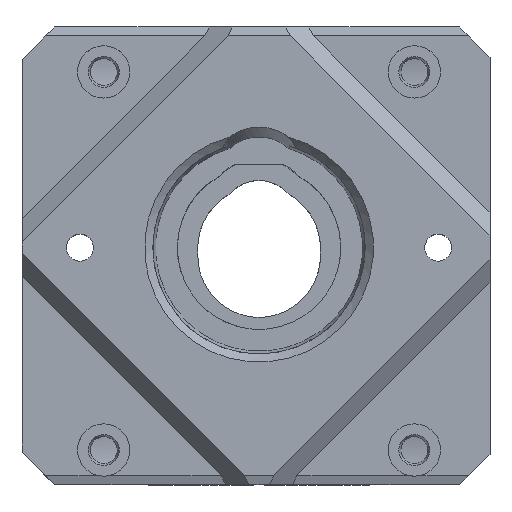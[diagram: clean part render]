
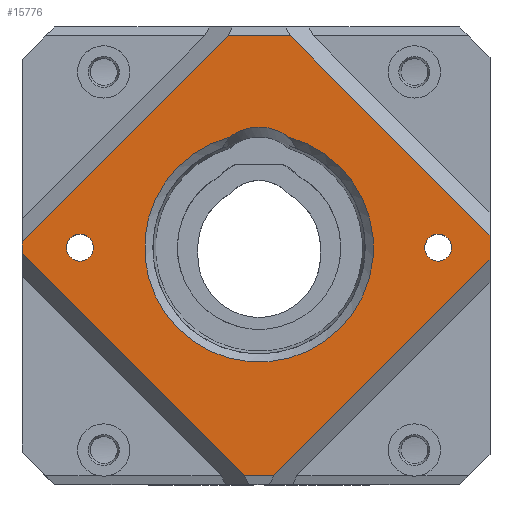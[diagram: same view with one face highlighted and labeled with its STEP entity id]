
A CAD part, top view. The second image highlights one B-rep face of the part: STEP entity #15776.
In plain terms, the highlighted planar face has unit normal (0, 0, 1).
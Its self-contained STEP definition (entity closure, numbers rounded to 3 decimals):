
#156=FACE_BOUND('',#1934,.T.);
#157=FACE_BOUND('',#1935,.T.);
#158=FACE_BOUND('',#1936,.T.);
#1009=FACE_OUTER_BOUND('',#1933,.T.);
#1933=EDGE_LOOP('',(#10681,#10682,#10683,#10684,#10685,#10686,#10687,#10688));
#1934=EDGE_LOOP('',(#10689));
#1935=EDGE_LOOP('',(#10690));
#1936=EDGE_LOOP('',(#10691,#10692));
#2978=LINE('',#22330,#4862);
#2991=LINE('',#22361,#4875);
#2992=LINE('',#22363,#4876);
#2993=LINE('',#22365,#4877);
#2994=LINE('',#22367,#4878);
#2995=LINE('',#22369,#4879);
#2996=LINE('',#22371,#4880);
#2997=LINE('',#22372,#4881);
#4862=VECTOR('',#18078,10.);
#4875=VECTOR('',#18103,10.);
#4876=VECTOR('',#18104,10.);
#4877=VECTOR('',#18105,10.);
#4878=VECTOR('',#18106,10.);
#4879=VECTOR('',#18107,10.);
#4880=VECTOR('',#18108,10.);
#4881=VECTOR('',#18109,10.);
#6684=CIRCLE('',#16819,1.65);
#6685=CIRCLE('',#16820,1.65);
#6686=CIRCLE('',#16821,5.964);
#6687=CIRCLE('',#16822,14.);
#6963=VERTEX_POINT('',#22328);
#6964=VERTEX_POINT('',#22329);
#6976=VERTEX_POINT('',#22360);
#6977=VERTEX_POINT('',#22362);
#6978=VERTEX_POINT('',#22364);
#6979=VERTEX_POINT('',#22366);
#6980=VERTEX_POINT('',#22368);
#6981=VERTEX_POINT('',#22370);
#6982=VERTEX_POINT('',#22373);
#6983=VERTEX_POINT('',#22375);
#6984=VERTEX_POINT('',#22377);
#6985=VERTEX_POINT('',#22378);
#8426=EDGE_CURVE('',#6963,#6964,#2978,.T.);
#8444=EDGE_CURVE('',#6976,#6963,#2991,.T.);
#8445=EDGE_CURVE('',#6976,#6977,#2992,.T.);
#8446=EDGE_CURVE('',#6978,#6977,#2993,.T.);
#8447=EDGE_CURVE('',#6979,#6978,#2994,.T.);
#8448=EDGE_CURVE('',#6980,#6979,#2995,.T.);
#8449=EDGE_CURVE('',#6980,#6981,#2996,.T.);
#8450=EDGE_CURVE('',#6964,#6981,#2997,.T.);
#8451=EDGE_CURVE('',#6982,#6982,#6684,.T.);
#8452=EDGE_CURVE('',#6983,#6983,#6685,.T.);
#8453=EDGE_CURVE('',#6984,#6985,#6686,.T.);
#8454=EDGE_CURVE('',#6985,#6984,#6687,.T.);
#10681=ORIENTED_EDGE('',*,*,#8426,.F.);
#10682=ORIENTED_EDGE('',*,*,#8444,.F.);
#10683=ORIENTED_EDGE('',*,*,#8445,.T.);
#10684=ORIENTED_EDGE('',*,*,#8446,.F.);
#10685=ORIENTED_EDGE('',*,*,#8447,.F.);
#10686=ORIENTED_EDGE('',*,*,#8448,.F.);
#10687=ORIENTED_EDGE('',*,*,#8449,.T.);
#10688=ORIENTED_EDGE('',*,*,#8450,.F.);
#10689=ORIENTED_EDGE('',*,*,#8451,.F.);
#10690=ORIENTED_EDGE('',*,*,#8452,.F.);
#10691=ORIENTED_EDGE('',*,*,#8453,.T.);
#10692=ORIENTED_EDGE('',*,*,#8454,.T.);
#14962=PLANE('',#16818);
#15776=ADVANCED_FACE('',(#1009,#156,#157,#158),#14962,.T.);
#16818=AXIS2_PLACEMENT_3D('',#22359,#18101,#18102);
#16819=AXIS2_PLACEMENT_3D('',#22374,#18110,#18111);
#16820=AXIS2_PLACEMENT_3D('',#22376,#18112,#18113);
#16821=AXIS2_PLACEMENT_3D('',#22379,#18114,#18115);
#16822=AXIS2_PLACEMENT_3D('',#22380,#18116,#18117);
#18078=DIRECTION('',(0.,-1.,0.));
#18101=DIRECTION('center_axis',(0.,0.,1.));
#18102=DIRECTION('ref_axis',(1.,0.,0.));
#18103=DIRECTION('',(0.707,-0.707,0.));
#18104=DIRECTION('',(-1.,0.,0.));
#18105=DIRECTION('',(0.707,0.707,0.));
#18106=DIRECTION('',(0.,1.,0.));
#18107=DIRECTION('',(-0.707,0.707,0.));
#18108=DIRECTION('',(1.,0.,0.));
#18109=DIRECTION('',(-0.707,-0.707,0.));
#18110=DIRECTION('center_axis',(0.,0.,1.));
#18111=DIRECTION('ref_axis',(1.,0.,0.));
#18112=DIRECTION('center_axis',(0.,0.,1.));
#18113=DIRECTION('ref_axis',(1.,0.,0.));
#18114=DIRECTION('center_axis',(0.,0.,-1.));
#18115=DIRECTION('ref_axis',(0.999,-0.035,0.));
#18116=DIRECTION('center_axis',(0.,0.,-1.));
#18117=DIRECTION('ref_axis',(1.,0.,0.));
#22328=CARTESIAN_POINT('',(28.25,2.448,2.));
#22329=CARTESIAN_POINT('',(28.25,-0.448,2.));
#22330=CARTESIAN_POINT('',(28.25,4.198,2.));
#22359=CARTESIAN_POINT('Origin',(0.,0.692,
2.));
#22360=CARTESIAN_POINT('',(3.797,26.901,2.));
#22361=CARTESIAN_POINT('',(2.698,28.,2.));
#22362=CARTESIAN_POINT('',(-3.797,26.901,2.));
#22363=CARTESIAN_POINT('',(0.,26.901,2.));
#22364=CARTESIAN_POINT('',(-29.,1.698,2.));
#22365=CARTESIAN_POINT('',(-26.5,4.198,2.));
#22366=CARTESIAN_POINT('',(-29.,0.302,2.));
#22367=CARTESIAN_POINT('',(-29.,-24.,2.));
#22368=CARTESIAN_POINT('',(-1.797,-26.901,2.));
#22369=CARTESIAN_POINT('',(-0.698,-28.,2.));
#22370=CARTESIAN_POINT('',(1.797,-26.901,2.));
#22371=CARTESIAN_POINT('',(0.,-26.901,2.));
#22372=CARTESIAN_POINT('',(26.5,-2.198,2.));
#22373=CARTESIAN_POINT('',(20.27,1.,2.));
#22374=CARTESIAN_POINT('Origin',(21.92,1.,2.));
#22375=CARTESIAN_POINT('',(-23.57,1.,2.));
#22376=CARTESIAN_POINT('Origin',(-21.92,1.,2.));
#22377=CARTESIAN_POINT('',(-3.623,14.523,2.));
#22378=CARTESIAN_POINT('',(3.623,14.523,2.));
#22379=CARTESIAN_POINT('Origin',(0.,9.786,
2.));
#22380=CARTESIAN_POINT('Origin',(0.,1.,2.));
